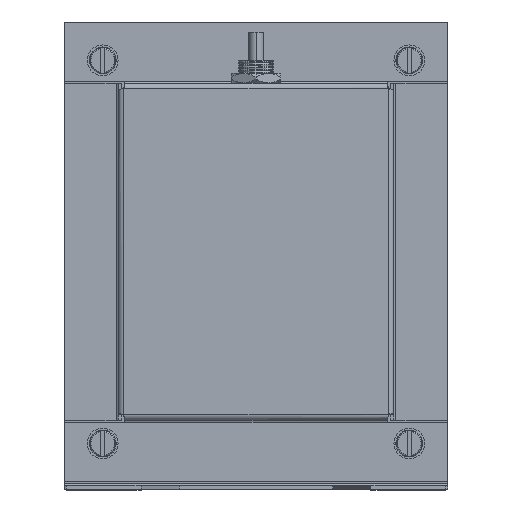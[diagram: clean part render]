
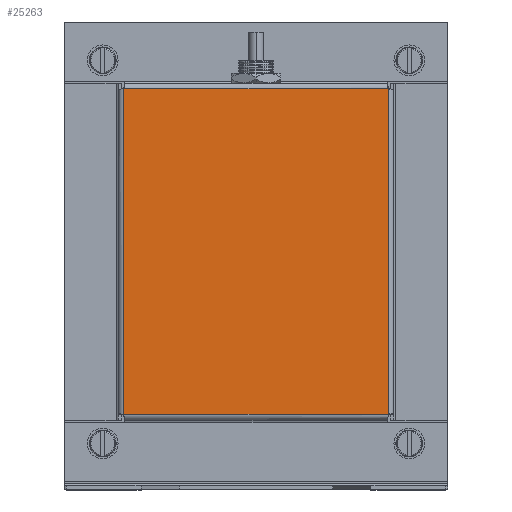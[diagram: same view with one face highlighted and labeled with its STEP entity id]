
A CAD part, top view. The second image highlights one B-rep face of the part: STEP entity #25263.
In plain terms, the highlighted planar face has unit normal (0, 0, 1).
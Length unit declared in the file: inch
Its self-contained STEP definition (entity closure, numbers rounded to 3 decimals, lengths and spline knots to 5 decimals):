
#1399 = ORIENTED_EDGE ( 'NONE', *, *, #14399, .T. ) ;
#2137 = CARTESIAN_POINT ( 'NONE',  ( 0.23299, -1.07562, 2.991 ) ) ;
#2549 = DIRECTION ( 'NONE',  ( -1., 0., 0. ) ) ;
#4305 = ORIENTED_EDGE ( 'NONE', *, *, #28179, .T. ) ;
#4519 = ORIENTED_EDGE ( 'NONE', *, *, #8294, .T. ) ;
#6727 = PLANE ( 'NONE',  #23135 ) ;
#7267 = VERTEX_POINT ( 'NONE', #12693 ) ;
#7379 = CARTESIAN_POINT ( 'NONE',  ( -2.48355, -1.07562, 2.991 ) ) ;
#8294 = EDGE_CURVE ( 'NONE', #26582, #7267, #12214, .T. ) ;
#9616 = DIRECTION ( 'NONE',  ( 0., 1., 0. ) ) ;
#10010 = FACE_OUTER_BOUND ( 'NONE', #21358, .T. ) ;
#12214 = LINE ( 'NONE', #19258, #14917 ) ;
#12677 = LINE ( 'NONE', #2137, #34501 ) ;
#12693 = CARTESIAN_POINT ( 'NONE',  ( -2.48355, 2.27084, 2.991 ) ) ;
#14399 = EDGE_CURVE ( 'NONE', #15889, #26582, #12677, .T. ) ;
#14917 = VECTOR ( 'NONE', #2549, 39.37008 ) ;
#15556 = CARTESIAN_POINT ( 'NONE',  ( 0.23299, 2.27084, 2.991 ) ) ;
#15889 = VERTEX_POINT ( 'NONE', #16386 ) ;
#16386 = CARTESIAN_POINT ( 'NONE',  ( 0.23299, -1.07562, 2.991 ) ) ;
#16717 = LINE ( 'NONE', #33103, #42460 ) ;
#19258 = CARTESIAN_POINT ( 'NONE',  ( 0.23299, 2.27084, 2.991 ) ) ;
#20793 = DIRECTION ( 'NONE',  ( 1., 0., 0. ) ) ;
#21358 = EDGE_LOOP ( 'NONE', ( #29806, #1399, #4519, #4305 ) ) ;
#21590 = EDGE_CURVE ( 'NONE', #42739, #15889, #37526, .T. ) ;
#23135 = AXIS2_PLACEMENT_3D ( 'NONE', #31543, #35306, #38373 ) ;
#23199 = DIRECTION ( 'NONE',  ( 0., -1., 0. ) ) ;
#25263 = ADVANCED_FACE ( 'NONE', ( #10010 ), #6727, .F. ) ;
#26582 = VERTEX_POINT ( 'NONE', #15556 ) ;
#28179 = EDGE_CURVE ( 'NONE', #7267, #42739, #16717, .T. ) ;
#29806 = ORIENTED_EDGE ( 'NONE', *, *, #21590, .T. ) ;
#30307 = CARTESIAN_POINT ( 'NONE',  ( -2.48355, -1.07562, 2.991 ) ) ;
#31543 = CARTESIAN_POINT ( 'NONE',  ( 0.18181, 2.08251, 2.991 ) ) ;
#33103 = CARTESIAN_POINT ( 'NONE',  ( -2.48355, 2.27084, 2.991 ) ) ;
#34501 = VECTOR ( 'NONE', #9616, 39.37008 ) ;
#35306 = DIRECTION ( 'NONE',  ( 0., 0., -1. ) ) ;
#35927 = VECTOR ( 'NONE', #20793, 39.37008 ) ;
#37526 = LINE ( 'NONE', #7379, #35927 ) ;
#38373 = DIRECTION ( 'NONE',  ( -1., 0., 0. ) ) ;
#42460 = VECTOR ( 'NONE', #23199, 39.37008 ) ;
#42739 = VERTEX_POINT ( 'NONE', #30307 ) ;
